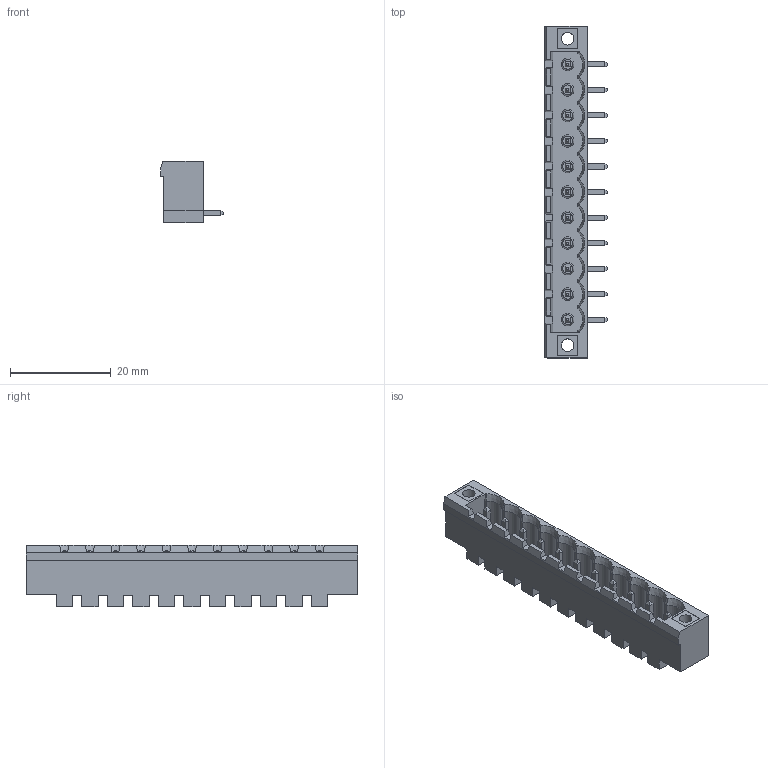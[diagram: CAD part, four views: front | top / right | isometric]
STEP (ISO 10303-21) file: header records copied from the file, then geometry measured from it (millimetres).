
FILE_DESCRIPTION( ( 'STEP AP214' ), '1' );
FILE_NAME( 'PV11-5,08-H-K.stp', ' ', ( ' ' ), ( ' ' ), 'PSStep 14.0', 'VISI 19.0', ' ' );
FILE_SCHEMA( ( 'AUTOMOTIVE_DESIGN { 1 0 10303 214 1 1 1 1 }' ) );
Length unit declared in the file: millimetre
Products named in the file (1): 1
Bounding box: 12.5 x 66.04 x 12.2 mm (x, y, z)
Volume: 3138.1 mm3; surface area: 5189.2 mm2
Topology: 1 solids, 1 shells, 460 faces, 1175 edges, 743 vertices
Faces by surface type: plane 412, cylinder 26, cone 22
Full cylindrical faces by diameter (mm): 2.5 x2, 4 x2
Entity records: 17089 total; most frequent: CARTESIAN_POINT 2408, ORIENTED_EDGE 2298, DIRECTION 2134, EDGE_CURVE 1149, LINE 1042, VECTOR 1042, VERTEX_POINT 732, AXIS2_PLACEMENT_3D 546
